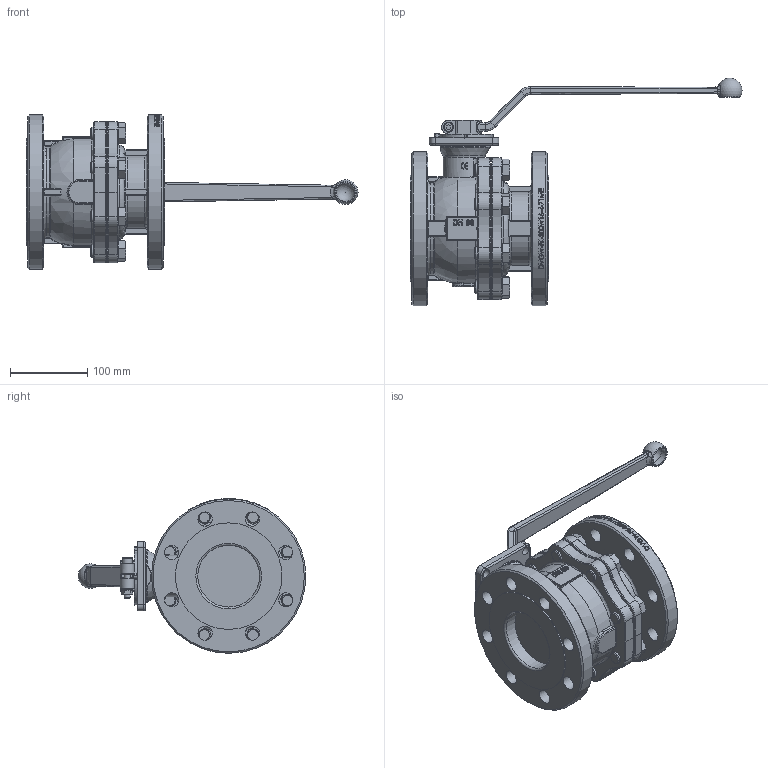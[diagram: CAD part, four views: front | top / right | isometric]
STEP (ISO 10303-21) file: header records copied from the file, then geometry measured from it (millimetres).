
FILE_DESCRIPTION (( 'STEP AP214' ), '1' );
FILE_NAME ('DVGW-FK-300W16-4-71ME 2212.STEP', '2022-12-01T11:15:37', ( '' ), ( '' ), 'SwSTEP 2.0', 'SolidWorks 2019', '' );
FILE_SCHEMA (( 'AUTOMOTIVE_DESIGN' ));
Length unit declared in the file: millimetre
Products named in the file (1): DVGW-FK-300W16-4-71ME 2212
Bounding box: 430 x 295 x 200.36 mm (x, y, z)
Volume: 3320680.1 mm3; surface area: 331143.4 mm2
Topology: 1 solids, 1 shells, 1202 faces, 3062 edges, 1927 vertices
Faces by surface type: plane 467, cylinder 274, bspline 229, torus 128, cone 95, sphere 9
Full cylindrical faces by diameter (mm): 6 x1, 8 x2, 8.5 x2, 11 x4, 13 x1, 14.917 x8, 16 x16, 17.5 x8, 18.5 x16, 22 x8, 24 x1, 32 x1, 54 x1, 80 x2, 138 x2, 200 x2
Entity records: 47395 total; most frequent: CARTESIAN_POINT 18378, ORIENTED_EDGE 5828, DIRECTION 4821, EDGE_CURVE 2914, VERTEX_POINT 1891, AXIS2_PLACEMENT_3D 1869, EDGE_LOOP 1445, FACE_OUTER_BOUND 1285
